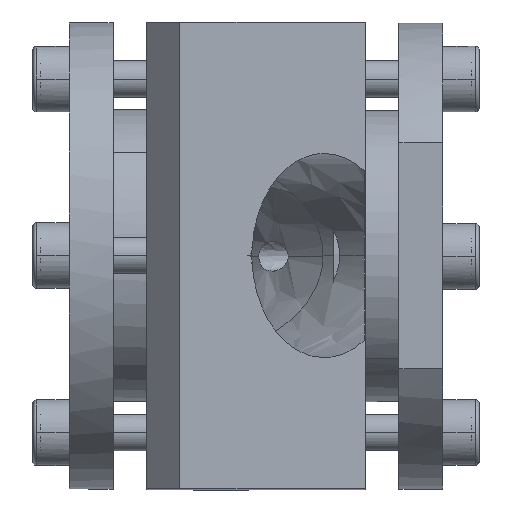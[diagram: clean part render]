
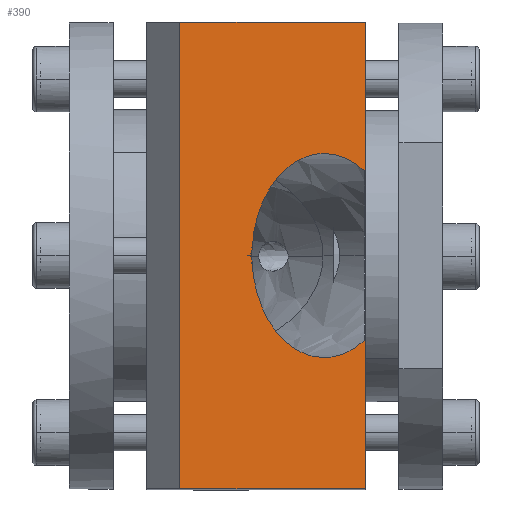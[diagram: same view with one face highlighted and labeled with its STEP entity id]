
A CAD part, top view. The second image highlights one B-rep face of the part: STEP entity #390.
In plain terms, the highlighted face is planar.
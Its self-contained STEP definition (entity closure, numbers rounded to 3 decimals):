
#390=ADVANCED_FACE('',(#648),#4493,.T.);
#648=FACE_OUTER_BOUND('',#928,.T.);
#928=EDGE_LOOP('',(#1750,#1751,#1752,#1753,#1754,#1755,#1756,#1757,#1758,
#1759,#1760,#1761));
#1750=ORIENTED_EDGE('',*,*,#2864,.T.);
#1751=ORIENTED_EDGE('',*,*,#2829,.T.);
#1752=ORIENTED_EDGE('',*,*,#2826,.T.);
#1753=ORIENTED_EDGE('',*,*,#2865,.F.);
#1754=ORIENTED_EDGE('',*,*,#2866,.F.);
#1755=ORIENTED_EDGE('',*,*,#2844,.F.);
#1756=ORIENTED_EDGE('',*,*,#2867,.F.);
#1757=ORIENTED_EDGE('',*,*,#2848,.F.);
#1758=ORIENTED_EDGE('',*,*,#2868,.F.);
#1759=ORIENTED_EDGE('',*,*,#2869,.F.);
#1760=ORIENTED_EDGE('',*,*,#2825,.T.);
#1761=ORIENTED_EDGE('',*,*,#2863,.T.);
#2825=EDGE_CURVE('',#4211,#4202,#3710,.T.);
#2826=EDGE_CURVE('',#4214,#4213,#3711,.T.);
#2829=EDGE_CURVE('',#4204,#4214,#3712,.T.);
#2844=EDGE_CURVE('',#4225,#4226,#3318,.T.);
#2848=EDGE_CURVE('',#4232,#4233,#3322,.T.);
#2863=EDGE_CURVE('',#4202,#4201,#3723,.T.);
#2864=EDGE_CURVE('',#4201,#4204,#3724,.T.);
#2865=EDGE_CURVE('',#4243,#4213,#3725,.T.);
#2866=EDGE_CURVE('',#4226,#4243,#3333,.T.);
#2867=EDGE_CURVE('',#4233,#4225,#3334,.T.);
#2868=EDGE_CURVE('',#4244,#4232,#3335,.T.);
#2869=EDGE_CURVE('',#4211,#4244,#3726,.T.);
#3318=B_SPLINE_CURVE_WITH_KNOTS('',1,(#8478,#8479),.UNSPECIFIED.,.F.,.F.,
(2,2),(0.,18.),.UNSPECIFIED.);
#3322=B_SPLINE_CURVE_WITH_KNOTS('',1,(#8486,#8487),.UNSPECIFIED.,.F.,.F.,
(2,2),(0.,18.),.UNSPECIFIED.);
#3333=B_SPLINE_CURVE_WITH_KNOTS('',1,(#8569,#8570),.UNSPECIFIED.,.F.,.F.,
(2,2),(-10.216,0.),.UNSPECIFIED.);
#3334=B_SPLINE_CURVE_WITH_KNOTS('',1,(#8571,#8572),.UNSPECIFIED.,.F.,.F.,
(2,2),(-32.,0.),.UNSPECIFIED.);
#3335=B_SPLINE_CURVE_WITH_KNOTS('',1,(#8573,#8574),.UNSPECIFIED.,.F.,.F.,
(2,2),(0.,10.216),.UNSPECIFIED.);
#3710=(
BOUNDED_CURVE()
B_SPLINE_CURVE(2,(#8365,#8366,#8367,#8368,#8369),.UNSPECIFIED.,.F.,.F.)
B_SPLINE_CURVE_WITH_KNOTS((3,2,3),(-14.706,-7.353,
0.),.UNSPECIFIED.)
CURVE()
GEOMETRIC_REPRESENTATION_ITEM()
RATIONAL_B_SPLINE_CURVE((1.,0.865,1.,0.865,1.))
REPRESENTATION_ITEM('')
);
#3711=(
BOUNDED_CURVE()
B_SPLINE_CURVE(2,(#8370,#8371,#8372),.UNSPECIFIED.,.F.,.F.)
B_SPLINE_CURVE_WITH_KNOTS((3,3),(-4.121,0.),.UNSPECIFIED.)
CURVE()
GEOMETRIC_REPRESENTATION_ITEM()
RATIONAL_B_SPLINE_CURVE((1.,0.957,1.))
REPRESENTATION_ITEM('')
);
#3712=(
BOUNDED_CURVE()
B_SPLINE_CURVE(2,(#8391,#8392,#8393),.UNSPECIFIED.,.F.,.F.)
B_SPLINE_CURVE_WITH_KNOTS((3,3),(-10.585,0.),.UNSPECIFIED.)
CURVE()
GEOMETRIC_REPRESENTATION_ITEM()
RATIONAL_B_SPLINE_CURVE((1.,0.728,1.))
REPRESENTATION_ITEM('')
);
#3723=(
BOUNDED_CURVE()
B_SPLINE_CURVE(2,(#8560,#8561,#8562),.UNSPECIFIED.,.F.,.F.)
B_SPLINE_CURVE_WITH_KNOTS((3,3),(3.289,3.817),
 .UNSPECIFIED.)
CURVE()
GEOMETRIC_REPRESENTATION_ITEM()
RATIONAL_B_SPLINE_CURVE((1.,0.978,1.))
REPRESENTATION_ITEM('')
);
#3724=(
BOUNDED_CURVE()
B_SPLINE_CURVE(2,(#8563,#8564,#8565),.UNSPECIFIED.,.F.,.F.)
B_SPLINE_CURVE_WITH_KNOTS((3,3),(3.817,4.345),
 .UNSPECIFIED.)
CURVE()
GEOMETRIC_REPRESENTATION_ITEM()
RATIONAL_B_SPLINE_CURVE((1.,0.978,1.))
REPRESENTATION_ITEM('')
);
#3725=(
BOUNDED_CURVE()
B_SPLINE_CURVE(2,(#8566,#8567,#8568),.UNSPECIFIED.,.F.,.F.)
B_SPLINE_CURVE_WITH_KNOTS((3,3),(10.113,10.211),
 .UNSPECIFIED.)
CURVE()
GEOMETRIC_REPRESENTATION_ITEM()
RATIONAL_B_SPLINE_CURVE((1.,1.,1.))
REPRESENTATION_ITEM('')
);
#3726=(
BOUNDED_CURVE()
B_SPLINE_CURVE(2,(#8575,#8576,#8577),.UNSPECIFIED.,.F.,.F.)
B_SPLINE_CURVE_WITH_KNOTS((3,3),(55.762,55.86),
 .UNSPECIFIED.)
CURVE()
GEOMETRIC_REPRESENTATION_ITEM()
RATIONAL_B_SPLINE_CURVE((1.,1.,1.))
REPRESENTATION_ITEM('')
);
#4201=VERTEX_POINT('',#7019);
#4202=VERTEX_POINT('',#7020);
#4204=VERTEX_POINT('',#7022);
#4211=VERTEX_POINT('',#7029);
#4213=VERTEX_POINT('',#7031);
#4214=VERTEX_POINT('',#7032);
#4225=VERTEX_POINT('',#7043);
#4226=VERTEX_POINT('',#7044);
#4232=VERTEX_POINT('',#7050);
#4233=VERTEX_POINT('',#7051);
#4243=VERTEX_POINT('',#7061);
#4244=VERTEX_POINT('',#7062);
#4493=PLANE('',#4790);
#4790=AXIS2_PLACEMENT_3D('',#6497,#4882,$);
#4882=DIRECTION('',(0.707,0.707,0.));
#6497=CARTESIAN_POINT('',(1.393,43.365,19.32));
#7019=CARTESIAN_POINT('',(-7.857,52.615,0.));
#7020=CARTESIAN_POINT('',(-7.77,52.528,0.41));
#7022=CARTESIAN_POINT('',(-7.77,52.528,-0.41));
#7029=CARTESIAN_POINT('',(-0.083,44.838,5.822));
#7031=CARTESIAN_POINT('',(-0.083,44.838,-5.822));
#7032=CARTESIAN_POINT('',(-2.828,47.586,-7.));
#7043=CARTESIAN_POINT('',(-12.728,57.486,-16.));
#7044=CARTESIAN_POINT('',(0.,44.758,-16.));
#7050=CARTESIAN_POINT('',(0.,44.758,16.));
#7051=CARTESIAN_POINT('',(-12.728,57.486,16.));
#7061=CARTESIAN_POINT('',(0.003,44.758,-5.784));
#7062=CARTESIAN_POINT('',(0.003,44.758,5.784));
#8365=CARTESIAN_POINT('',(-0.083,44.838,5.822));
#8366=CARTESIAN_POINT('',(-2.468,47.224,8.074));
#8367=CARTESIAN_POINT('',(-5.035,49.792,6.266));
#8368=CARTESIAN_POINT('',(-7.602,52.36,4.459));
#8369=CARTESIAN_POINT('',(-7.77,52.528,0.41));
#8370=CARTESIAN_POINT('',(-2.828,47.586,-7.));
#8371=CARTESIAN_POINT('',(-1.329,46.086,-7.));
#8372=CARTESIAN_POINT('',(-0.083,44.838,-5.822));
#8391=CARTESIAN_POINT('',(-7.77,52.528,-0.41));
#8392=CARTESIAN_POINT('',(-7.496,52.254,-7.));
#8393=CARTESIAN_POINT('',(-2.828,47.586,-7.));
#8478=CARTESIAN_POINT('',(-12.728,57.486,-16.));
#8479=CARTESIAN_POINT('',(0.,44.758,-16.));
#8486=CARTESIAN_POINT('',(0.,44.758,16.));
#8487=CARTESIAN_POINT('',(-12.728,57.486,16.));
#8560=CARTESIAN_POINT('',(-7.77,52.528,0.41));
#8561=CARTESIAN_POINT('',(-7.857,52.615,0.214));
#8562=CARTESIAN_POINT('',(-7.857,52.615,0.));
#8563=CARTESIAN_POINT('',(-7.857,52.615,0.));
#8564=CARTESIAN_POINT('',(-7.857,52.615,-0.214));
#8565=CARTESIAN_POINT('',(-7.77,52.528,-0.41));
#8566=CARTESIAN_POINT('',(0.003,44.758,-5.784));
#8567=CARTESIAN_POINT('',(-0.04,44.798,-5.803));
#8568=CARTESIAN_POINT('',(-0.083,44.838,-5.822));
#8569=CARTESIAN_POINT('',(0.,44.758,-16.));
#8570=CARTESIAN_POINT('',(0.003,44.758,-5.784));
#8571=CARTESIAN_POINT('',(-12.728,57.486,16.));
#8572=CARTESIAN_POINT('',(-12.728,57.486,-16.));
#8573=CARTESIAN_POINT('',(0.003,44.758,5.784));
#8574=CARTESIAN_POINT('',(0.,44.758,16.));
#8575=CARTESIAN_POINT('',(-0.083,44.838,5.822));
#8576=CARTESIAN_POINT('',(-0.04,44.798,5.803));
#8577=CARTESIAN_POINT('',(0.003,44.758,5.784));
